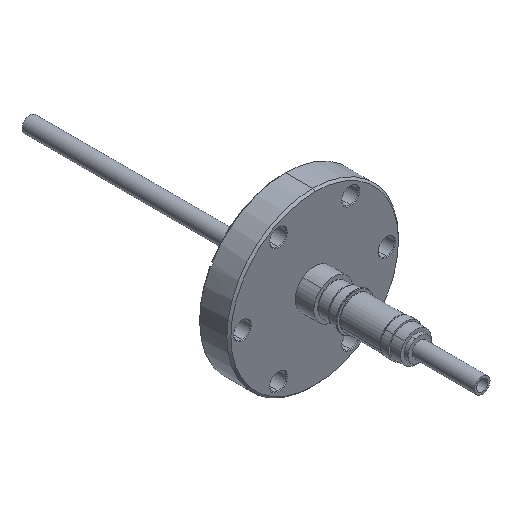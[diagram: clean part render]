
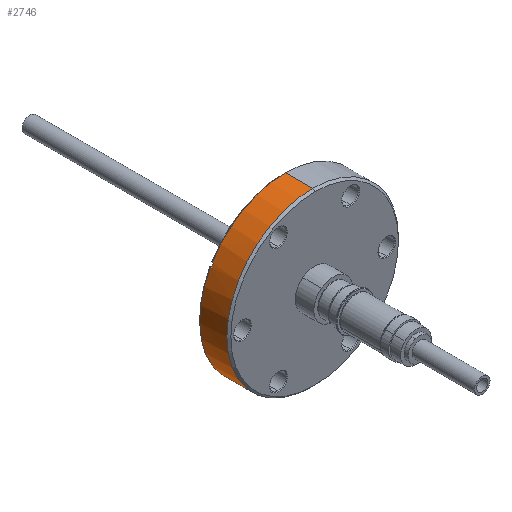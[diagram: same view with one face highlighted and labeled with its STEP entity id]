
A CAD part, isometric view. The second image highlights one B-rep face of the part: STEP entity #2746.
In plain terms, the highlighted cylindrical face has radius 34.925 mm (diameter 69.85 mm), a partial arc.
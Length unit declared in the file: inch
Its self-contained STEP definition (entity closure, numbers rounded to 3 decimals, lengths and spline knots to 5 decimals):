
#12 = EDGE_CURVE ( 'NONE', #1307, #2986, #2517, .T. ) ;
#17 = DIRECTION ( 'NONE',  ( 0., -1., 0. ) ) ;
#68 = CARTESIAN_POINT ( 'NONE',  ( 0., -0.42, -1.375 ) ) ;
#82 = CYLINDRICAL_SURFACE ( 'NONE', #2635, 1.375 ) ;
#112 = CARTESIAN_POINT ( 'NONE',  ( 0., 0.016, 0. ) ) ;
#175 = DIRECTION ( 'NONE',  ( 0., -1., 0. ) ) ;
#205 = EDGE_CURVE ( 'NONE', #2366, #2986, #2262, .T. ) ;
#227 = CARTESIAN_POINT ( 'NONE',  ( 0., 0., 1.375 ) ) ;
#236 = EDGE_CURVE ( 'NONE', #1840, #869, #1192, .T. ) ;
#330 = VERTEX_POINT ( 'NONE', #1520 ) ;
#415 = EDGE_CURVE ( 'NONE', #3234, #1840, #2299, .T. ) ;
#486 = EDGE_LOOP ( 'NONE', ( #2919, #836, #2226, #657, #958, #1512, #2846, #2874 ) ) ;
#496 = DIRECTION ( 'NONE',  ( 0., 1., 0. ) ) ;
#539 = DIRECTION ( 'NONE',  ( 0., 0., 1. ) ) ;
#601 = DIRECTION ( 'NONE',  ( 0., 0., -1. ) ) ;
#608 = VECTOR ( 'NONE', #175, 39.37008 ) ;
#657 = ORIENTED_EDGE ( 'NONE', *, *, #12, .F. ) ;
#704 = VERTEX_POINT ( 'NONE', #1187 ) ;
#736 = CARTESIAN_POINT ( 'NONE',  ( -1.20598, -0.002, 0.66048 ) ) ;
#836 = ORIENTED_EDGE ( 'NONE', *, *, #1358, .T. ) ;
#869 = VERTEX_POINT ( 'NONE', #68 ) ;
#950 = CARTESIAN_POINT ( 'NONE',  ( -1.17498, 0., 0.71417 ) ) ;
#958 = ORIENTED_EDGE ( 'NONE', *, *, #1587, .T. ) ;
#1030 = CARTESIAN_POINT ( 'NONE',  ( 0., 0.016, 0. ) ) ;
#1047 = CIRCLE ( 'NONE', #2779, 1.375 ) ;
#1088 = DIRECTION ( 'NONE',  ( 0., 0., -1. ) ) ;
#1094 = CARTESIAN_POINT ( 'NONE',  ( 0., 0., 0. ) ) ;
#1163 = CARTESIAN_POINT ( 'NONE',  ( 0., 0.016, -1.375 ) ) ;
#1168 = CARTESIAN_POINT ( 'NONE',  ( -1.20598, 0.016, 0.66048 ) ) ;
#1187 = CARTESIAN_POINT ( 'NONE',  ( 0., 0.016, 1.375 ) ) ;
#1192 = LINE ( 'NONE', #1464, #608 ) ;
#1220 = DIRECTION ( 'NONE',  ( 0., 0., -1. ) ) ;
#1291 = EDGE_CURVE ( 'NONE', #330, #869, #1047, .T. ) ;
#1307 = VERTEX_POINT ( 'NONE', #736 ) ;
#1320 = VECTOR ( 'NONE', #17, 39.37008 ) ;
#1325 = AXIS2_PLACEMENT_3D ( 'NONE', #1030, #3096, #1559 ) ;
#1328 = DIRECTION ( 'NONE',  ( 0., 1., 0. ) ) ;
#1334 = DIRECTION ( 'NONE',  ( 0., -1., 0. ) ) ;
#1352 = FACE_OUTER_BOUND ( 'NONE', #486, .T. ) ;
#1358 = EDGE_CURVE ( 'NONE', #704, #2366, #2575, .T. ) ;
#1464 = CARTESIAN_POINT ( 'NONE',  ( 0., 0., -1.375 ) ) ;
#1470 = AXIS2_PLACEMENT_3D ( 'NONE', #1575, #1328, #539 ) ;
#1509 = EDGE_CURVE ( 'NONE', #704, #330, #2089, .T. ) ;
#1512 = ORIENTED_EDGE ( 'NONE', *, *, #415, .T. ) ;
#1520 = CARTESIAN_POINT ( 'NONE',  ( 0., -0.42, 1.375 ) ) ;
#1559 = DIRECTION ( 'NONE',  ( 0., 0., -1. ) ) ;
#1575 = CARTESIAN_POINT ( 'NONE',  ( 0., -0.002, 0. ) ) ;
#1587 = EDGE_CURVE ( 'NONE', #1307, #3234, #3066, .T. ) ;
#1622 = VECTOR ( 'NONE', #1725, 39.37008 ) ;
#1725 = DIRECTION ( 'NONE',  ( 0., -1., 0. ) ) ;
#1751 = DIRECTION ( 'NONE',  ( 0., -1., 0. ) ) ;
#1763 = CARTESIAN_POINT ( 'NONE',  ( -1.20598, 0., 0.66048 ) ) ;
#1840 = VERTEX_POINT ( 'NONE', #1163 ) ;
#2083 = AXIS2_PLACEMENT_3D ( 'NONE', #112, #1751, #1220 ) ;
#2089 = LINE ( 'NONE', #227, #1320 ) ;
#2141 = DIRECTION ( 'NONE',  ( 0., -1., 0. ) ) ;
#2226 = ORIENTED_EDGE ( 'NONE', *, *, #205, .T. ) ;
#2262 = LINE ( 'NONE', #950, #1622 ) ;
#2299 = CIRCLE ( 'NONE', #1325, 1.375 ) ;
#2366 = VERTEX_POINT ( 'NONE', #2844 ) ;
#2440 = CARTESIAN_POINT ( 'NONE',  ( -1.17498, -0.002, 0.71417 ) ) ;
#2517 = CIRCLE ( 'NONE', #1470, 1.375 ) ;
#2575 = CIRCLE ( 'NONE', #2083, 1.375 ) ;
#2609 = CARTESIAN_POINT ( 'NONE',  ( 0., -0.42, 0. ) ) ;
#2635 = AXIS2_PLACEMENT_3D ( 'NONE', #1094, #2141, #601 ) ;
#2746 = ADVANCED_FACE ( 'NONE', ( #1352 ), #82, .T. ) ;
#2779 = AXIS2_PLACEMENT_3D ( 'NONE', #2609, #1334, #1088 ) ;
#2844 = CARTESIAN_POINT ( 'NONE',  ( -1.17498, 0.016, 0.71417 ) ) ;
#2846 = ORIENTED_EDGE ( 'NONE', *, *, #236, .T. ) ;
#2874 = ORIENTED_EDGE ( 'NONE', *, *, #1291, .F. ) ;
#2919 = ORIENTED_EDGE ( 'NONE', *, *, #1509, .F. ) ;
#2986 = VERTEX_POINT ( 'NONE', #2440 ) ;
#3045 = VECTOR ( 'NONE', #496, 39.37008 ) ;
#3066 = LINE ( 'NONE', #1763, #3045 ) ;
#3096 = DIRECTION ( 'NONE',  ( 0., -1., 0. ) ) ;
#3234 = VERTEX_POINT ( 'NONE', #1168 ) ;
